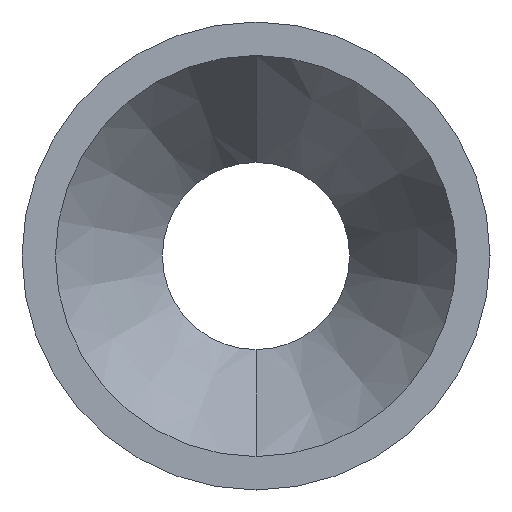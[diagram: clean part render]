
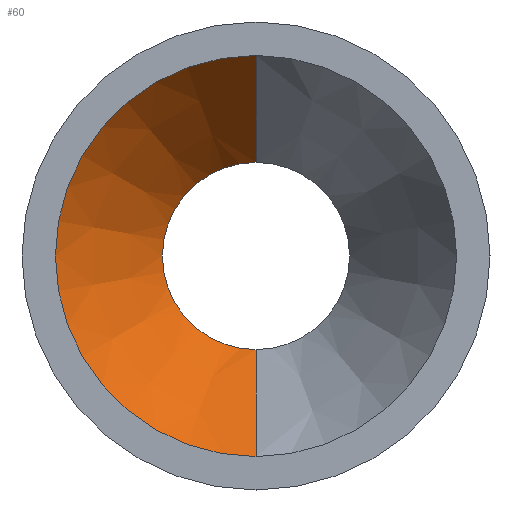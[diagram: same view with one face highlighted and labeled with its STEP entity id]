
A CAD part, front view. The second image highlights one B-rep face of the part: STEP entity #60.
In plain terms, the highlighted conical face has half-angle 30.964 degrees and reference radius 1.5 mm.
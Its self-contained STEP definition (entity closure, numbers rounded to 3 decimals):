
#6 = CONICAL_SURFACE ( 'NONE', #238, 1.5, 0.54 ) ;
#60 = ADVANCED_FACE ( 'NONE', ( #451 ), #6, .F. ) ;
#75 = CARTESIAN_POINT ( 'NONE',  ( 0., -2.5, -1.5 ) ) ;
#92 = DIRECTION ( 'NONE',  ( 0., 1., 0. ) ) ;
#104 = EDGE_LOOP ( 'NONE', ( #415, #561, #298, #532 ) ) ;
#118 = CARTESIAN_POINT ( 'NONE',  ( 0., -1.167, 0. ) ) ;
#121 = DIRECTION ( 'NONE',  ( 0., -1., 0. ) ) ;
#166 = CARTESIAN_POINT ( 'NONE',  ( 0., -2.5, 0. ) ) ;
#193 = AXIS2_PLACEMENT_3D ( 'NONE', #118, #219, #486 ) ;
#219 = DIRECTION ( 'NONE',  ( 0., 1., 0. ) ) ;
#227 = CARTESIAN_POINT ( 'NONE',  ( 0., -1.167, -0.7 ) ) ;
#229 = DIRECTION ( 'NONE',  ( 0., -0.857, 0.514 ) ) ;
#236 = LINE ( 'NONE', #270, #342 ) ;
#238 = AXIS2_PLACEMENT_3D ( 'NONE', #166, #121, #492 ) ;
#242 = DIRECTION ( 'NONE',  ( 0., 0., 1. ) ) ;
#270 = CARTESIAN_POINT ( 'NONE',  ( 0., -2.5, 1.5 ) ) ;
#272 = CARTESIAN_POINT ( 'NONE',  ( 0., -1.167, 0.7 ) ) ;
#286 = CARTESIAN_POINT ( 'NONE',  ( 0., -2.5, 1.5 ) ) ;
#289 = VERTEX_POINT ( 'NONE', #272 ) ;
#292 = VERTEX_POINT ( 'NONE', #227 ) ;
#298 = ORIENTED_EDGE ( 'NONE', *, *, #611, .F. ) ;
#305 = EDGE_CURVE ( 'NONE', #289, #613, #236, .T. ) ;
#327 = CIRCLE ( 'NONE', #453, 1.5 ) ;
#342 = VECTOR ( 'NONE', #229, 1000. ) ;
#347 = EDGE_CURVE ( 'NONE', #292, #401, #516, .T. ) ;
#390 = CARTESIAN_POINT ( 'NONE',  ( 0., -2.5, 0. ) ) ;
#393 = VECTOR ( 'NONE', #544, 1000. ) ;
#401 = VERTEX_POINT ( 'NONE', #447 ) ;
#415 = ORIENTED_EDGE ( 'NONE', *, *, #624, .T. ) ;
#447 = CARTESIAN_POINT ( 'NONE',  ( 0., -2.5, -1.5 ) ) ;
#451 = FACE_OUTER_BOUND ( 'NONE', #104, .T. ) ;
#453 = AXIS2_PLACEMENT_3D ( 'NONE', #390, #92, #242 ) ;
#486 = DIRECTION ( 'NONE',  ( 0., 0., 1. ) ) ;
#492 = DIRECTION ( 'NONE',  ( 0., 0., -1. ) ) ;
#516 = LINE ( 'NONE', #75, #393 ) ;
#532 = ORIENTED_EDGE ( 'NONE', *, *, #347, .F. ) ;
#544 = DIRECTION ( 'NONE',  ( 0., -0.857, -0.514 ) ) ;
#561 = ORIENTED_EDGE ( 'NONE', *, *, #305, .T. ) ;
#568 = CIRCLE ( 'NONE', #193, 0.7 ) ;
#611 = EDGE_CURVE ( 'NONE', #401, #613, #327, .T. ) ;
#613 = VERTEX_POINT ( 'NONE', #286 ) ;
#624 = EDGE_CURVE ( 'NONE', #292, #289, #568, .T. ) ;
